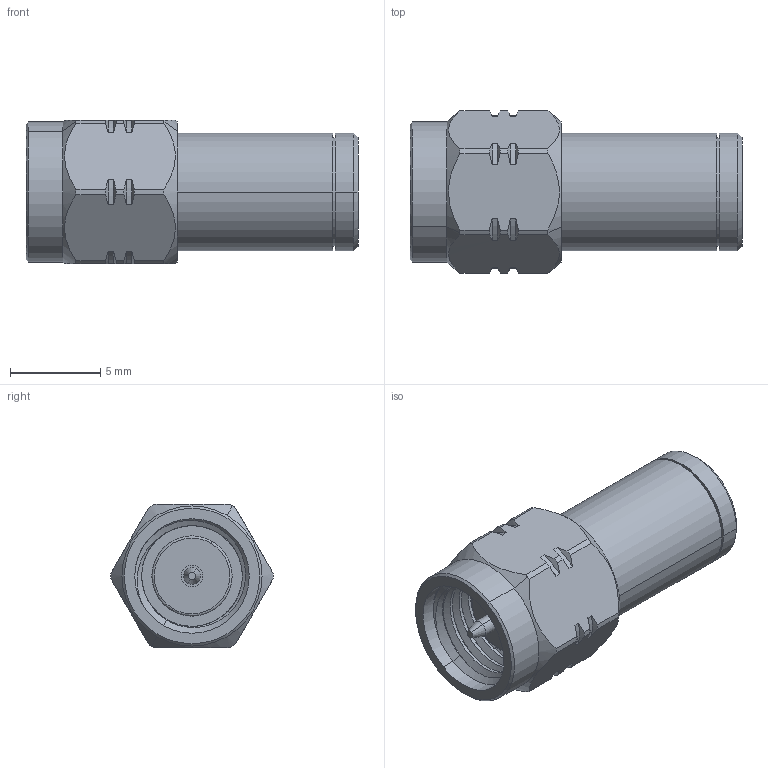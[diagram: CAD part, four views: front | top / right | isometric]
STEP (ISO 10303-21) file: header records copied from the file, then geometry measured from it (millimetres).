
FILE_DESCRIPTION (( 'STEP AP214' ), '1' );
FILE_NAME ('FMAD1062_3D.step', '2023-08-02T15:36:06', ( '' ), ( '' ), 'SwSTEP 2.0', 'SolidWorks 2022', '' );
FILE_SCHEMA (( 'AUTOMOTIVE_DESIGN' ));
Length unit declared in the file: inch
Products named in the file (1): FMAD1062_3D
Bounding box: 18.4 x 8.99 x 7.94 mm (x, y, z)
Volume: 624.4 mm3; surface area: 950.5 mm2
Topology: 1 solids, 3 shells, 291 faces, 772 edges, 502 vertices
Faces by surface type: cylinder 101, plane 95, cone 86, bspline 5, torus 4
Entity records: 10506 total; most frequent: CARTESIAN_POINT 3520, ORIENTED_EDGE 1544, DIRECTION 1400, EDGE_CURVE 772, AXIS2_PLACEMENT_3D 577, VERTEX_POINT 502, EDGE_LOOP 308, FACE_OUTER_BOUND 291
